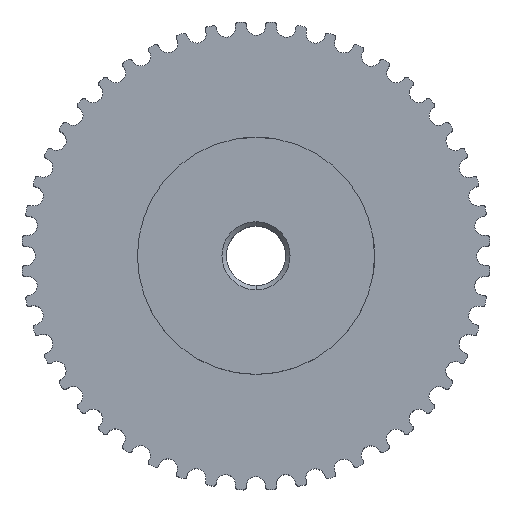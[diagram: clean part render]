
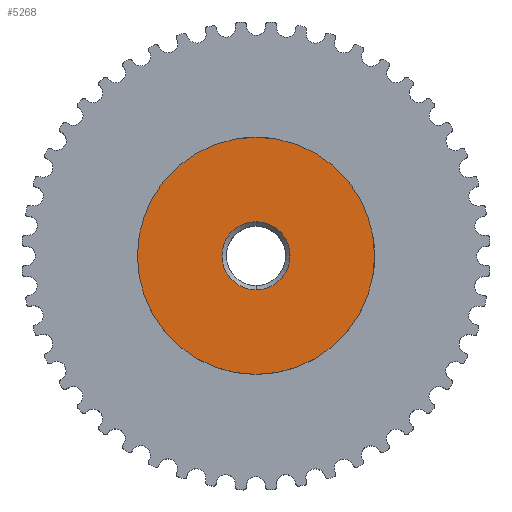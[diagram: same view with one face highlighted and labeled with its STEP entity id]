
A CAD part, top view. The second image highlights one B-rep face of the part: STEP entity #5268.
In plain terms, the highlighted planar face has unit normal (0, 0, 1).
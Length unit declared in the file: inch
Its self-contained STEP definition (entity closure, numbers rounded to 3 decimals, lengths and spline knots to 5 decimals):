
#1=CARTESIAN_POINT('',(0.,0.,0.391));
#2=DIRECTION('',(0.,0.,1.));
#3=DIRECTION('',(0.,1.,0.));
#4=AXIS2_PLACEMENT_3D('',#1,#2,#3);
#6=CARTESIAN_POINT('',(0.,0.,0.391));
#7=DIRECTION('',(0.,0.,-1.));
#8=DIRECTION('',(0.,1.,0.));
#9=AXIS2_PLACEMENT_3D('',#6,#7,#8);
#20=CARTESIAN_POINT('',(0.,0.,0.391));
#21=DIRECTION('',(0.,0.,-1.));
#22=DIRECTION('',(0.,1.,0.));
#23=AXIS2_PLACEMENT_3D('',#20,#21,#22);
#2417=CARTESIAN_POINT('',(0.,0.,0.391));
#2418=DIRECTION('',(0.,0.,1.));
#2419=DIRECTION('',(0.,1.,0.));
#2420=AXIS2_PLACEMENT_3D('',#2417,#2418,#2419);
#4155=CARTESIAN_POINT('',(0.,0.75,0.391));
#4156=CARTESIAN_POINT('',(0.,-0.75,0.391));
#4157=VERTEX_POINT('',#4155);
#4158=VERTEX_POINT('',#4156);
#4323=CARTESIAN_POINT('',(0.,0.21563,0.391));
#4324=CARTESIAN_POINT('',(0.,-0.21563,0.391));
#4325=VERTEX_POINT('',#4323);
#4326=VERTEX_POINT('',#4324);
#5251=CARTESIAN_POINT('',(0.,0.,0.391));
#5252=DIRECTION('',(0.,0.,-1.));
#5253=DIRECTION('',(0.,-1.,0.));
#5254=AXIS2_PLACEMENT_3D('',#5251,#5252,#5253);
#5255=PLANE('',#5254);
#5257=ORIENTED_EDGE('',*,*,#5256,.F.);
#5259=ORIENTED_EDGE('',*,*,#5258,.T.);
#5260=EDGE_LOOP('',(#5257,#5259));
#5261=FACE_OUTER_BOUND('',#5260,.F.);
#5263=ORIENTED_EDGE('',*,*,#5262,.F.);
#5265=ORIENTED_EDGE('',*,*,#5264,.T.);
#5266=EDGE_LOOP('',(#5263,#5265));
#5267=FACE_BOUND('',#5266,.F.);
#5268=ADVANCED_FACE('',(#5261,#5267),#5255,.F.);
#5=CIRCLE('',#4,0.75);
#10=CIRCLE('',#9,0.75);
#24=CIRCLE('',#23,0.21563);
#2421=CIRCLE('',#2420,0.21563);
#5256=EDGE_CURVE('',#4157,#4158,#5,.T.);
#5258=EDGE_CURVE('',#4157,#4158,#10,.T.);
#5262=EDGE_CURVE('',#4325,#4326,#24,.T.);
#5264=EDGE_CURVE('',#4325,#4326,#2421,.T.);
